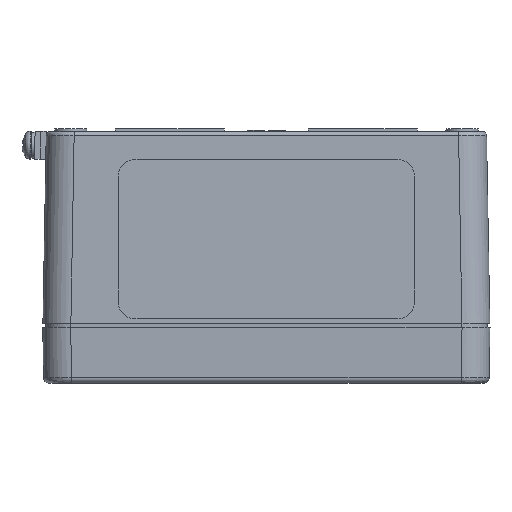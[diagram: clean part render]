
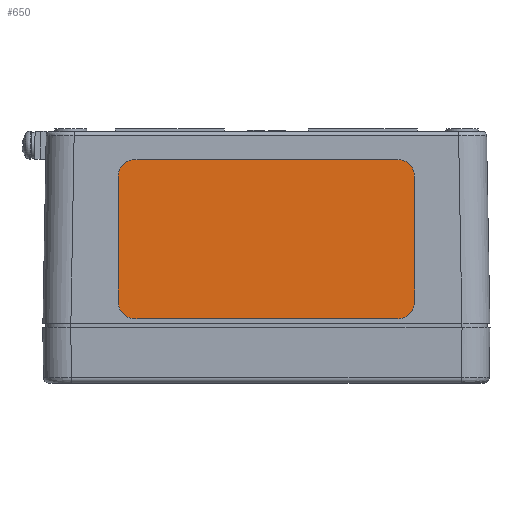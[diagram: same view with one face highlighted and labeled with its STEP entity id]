
A CAD part, front view. The second image highlights one B-rep face of the part: STEP entity #650.
In plain terms, the highlighted planar face has unit normal (0, -1, 0.018).
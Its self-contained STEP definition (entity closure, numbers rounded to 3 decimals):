
#384=CARTESIAN_POINT('',(-53.,-79.021,56.009));
#385=VERTEX_POINT('',#384);
#386=CARTESIAN_POINT('',(-53.,-79.807,11.016));
#387=VERTEX_POINT('',#386);
#388=CARTESIAN_POINT('',(-53.,-79.021,56.009));
#389=DIRECTION('',(0.0,-0.017,-1.));
#390=VECTOR('',#389,45.);
#391=LINE('',#388,#390);
#392=EDGE_CURVE('',#385,#387,#391,.T.);
#424=CARTESIAN_POINT('',(-47.,-79.911,5.017));
#425=VERTEX_POINT('',#424);
#426=CARTESIAN_POINT('',(-47.,-79.807,11.016));
#427=DIRECTION('',(0.0,-1.,0.017));
#428=DIRECTION('',(-1.0,0.0,0.0));
#429=AXIS2_PLACEMENT_3D('',#426,#427,#428);
#430=CIRCLE('',#429,6.);
#431=EDGE_CURVE('',#387,#425,#430,.T.);
#457=CARTESIAN_POINT('',(-47.,-78.917,62.008));
#458=VERTEX_POINT('',#457);
#459=CARTESIAN_POINT('',(-47.,-79.021,56.009));
#460=DIRECTION('',(0.,-1.,0.017));
#461=DIRECTION('',(0.,0.017,1.));
#462=AXIS2_PLACEMENT_3D('',#459,#460,#461);
#463=CIRCLE('',#462,6.);
#464=EDGE_CURVE('',#458,#385,#463,.T.);
#490=CARTESIAN_POINT('',(47.,-79.911,5.017));
#491=VERTEX_POINT('',#490);
#492=CARTESIAN_POINT('',(-47.,-79.911,5.017));
#493=DIRECTION('',(1.0,0.0,0.0));
#494=VECTOR('',#493,94.);
#495=LINE('',#492,#494);
#496=EDGE_CURVE('',#425,#491,#495,.T.);
#521=CARTESIAN_POINT('',(53.,-79.807,11.016));
#522=VERTEX_POINT('',#521);
#523=CARTESIAN_POINT('',(47.,-79.807,11.016));
#524=DIRECTION('',(0.,-1.,0.017));
#525=DIRECTION('',(0.,-0.017,-1.));
#526=AXIS2_PLACEMENT_3D('',#523,#524,#525);
#527=CIRCLE('',#526,6.);
#528=EDGE_CURVE('',#491,#522,#527,.T.);
#554=CARTESIAN_POINT('',(53.,-79.021,56.009));
#555=VERTEX_POINT('',#554);
#556=CARTESIAN_POINT('',(53.,-79.807,11.016));
#557=DIRECTION('',(0.0,0.017,1.));
#558=VECTOR('',#557,45.);
#559=LINE('',#556,#558);
#560=EDGE_CURVE('',#522,#555,#559,.T.);
#585=CARTESIAN_POINT('',(47.,-78.917,62.008));
#586=VERTEX_POINT('',#585);
#587=CARTESIAN_POINT('',(47.,-79.021,56.009));
#588=DIRECTION('',(0.0,-1.,0.017));
#589=DIRECTION('',(1.0,0.0,0.0));
#590=AXIS2_PLACEMENT_3D('',#587,#588,#589);
#591=CIRCLE('',#590,6.);
#592=EDGE_CURVE('',#555,#586,#591,.T.);
#618=CARTESIAN_POINT('',(47.,-78.917,62.008));
#619=DIRECTION('',(-1.0,0.0,0.0));
#620=VECTOR('',#619,94.);
#621=LINE('',#618,#620);
#622=EDGE_CURVE('',#586,#458,#621,.T.);
#635=CARTESIAN_POINT('',(25.834,-79.414,33.513));
#636=DIRECTION('',(0.,1.,-0.017));
#637=DIRECTION('',(0.0,0.017,1.));
#638=AXIS2_PLACEMENT_3D('',#635,#636,#637);
#639=PLANE('',#638);
#640=ORIENTED_EDGE('',*,*,#622,.T.);
#641=ORIENTED_EDGE('',*,*,#464,.T.);
#642=ORIENTED_EDGE('',*,*,#392,.T.);
#643=ORIENTED_EDGE('',*,*,#431,.T.);
#644=ORIENTED_EDGE('',*,*,#496,.T.);
#645=ORIENTED_EDGE('',*,*,#528,.T.);
#646=ORIENTED_EDGE('',*,*,#560,.T.);
#647=ORIENTED_EDGE('',*,*,#592,.T.);
#648=EDGE_LOOP('',(#640,#641,#642,#643,#644,#645,#646,#647));
#649=FACE_OUTER_BOUND('',#648,.T.);
#650=ADVANCED_FACE('',(#649),#639,.F.);
